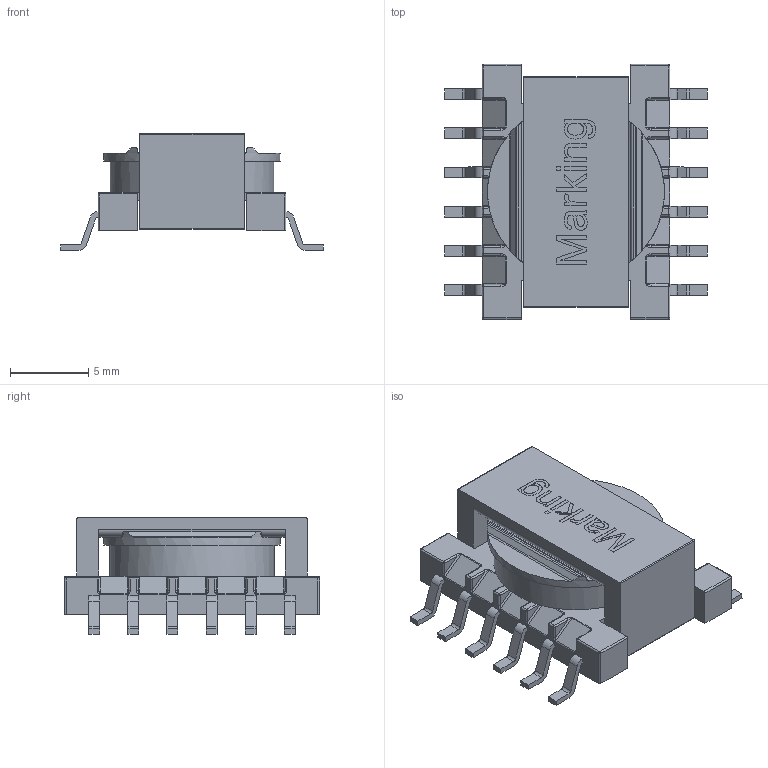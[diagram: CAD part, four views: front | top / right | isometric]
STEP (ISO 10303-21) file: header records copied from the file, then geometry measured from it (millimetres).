
FILE_DESCRIPTION(/* description */ ('Unknown'),/* implementation_level */ '2;1');
FILE_NAME(/* name */ 'T_Wurth_WE-FLEX-ER14.5_6',/* time_stamp */ '2025-09-15T17:08:25+08:00',/* author */ ('Unknown'),/* organization */ ('Unknown'),/* preprocessor_version */ 'ST-DEVELOPER v19.4',/* originating_system */ 'Solid Edge',/* authorisation */ 'Unknown');
FILE_SCHEMA (('MODEL_BASED_INTEGRATED_MANUFACTURING_SCHEMA','PROCESS_PLANNING_SCHEMA','AUTOMOTIVE_DESIGN {1 0 10303 214 3 1 1}'));
Length unit declared in the file: millimetre
Products named in the file (2): T_Wurth_WE-FLEXHV-ER14.5_6
Assembly tree (1 placements, depth 2):
  T_Wurth_WE-FLEXHV-ER14.5_6
    T_Wurth_WE-FLEXHV-ER14.5_6
Bounding box: 16.8 x 16.3 x 7.45 mm (x, y, z)
Volume: 778.4 mm3; surface area: 1235 mm2
Topology: 1 solids, 1 shells, 466 faces, 1176 edges, 712 vertices
Faces by surface type: plane 218, cylinder 169, bspline 55, sphere 24
Full cylindrical faces by diameter (mm): 4.8 x1, 5 x1, 10.5 x1, 11.3 x1
Entity records: 18605 total; most frequent: CARTESIAN_POINT 4458, ORIENTED_EDGE 2290, DIRECTION 2215, EDGE_CURVE 1145, AXIS2_PLACEMENT_3D 799, VERTEX_POINT 710, LINE 617, VECTOR 617
